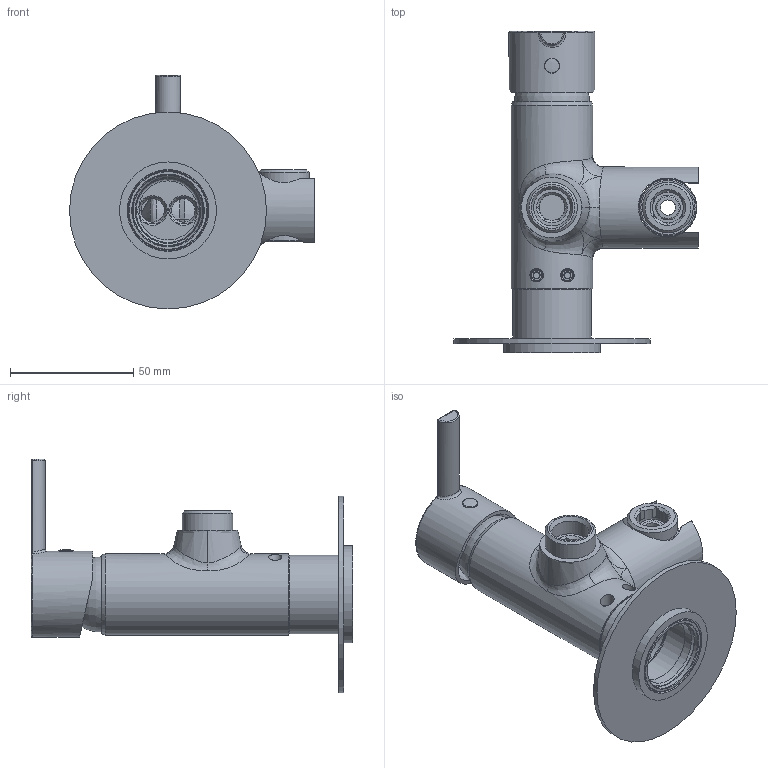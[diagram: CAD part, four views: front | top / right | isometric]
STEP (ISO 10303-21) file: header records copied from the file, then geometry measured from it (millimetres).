
FILE_DESCRIPTION (( 'STEP AP203' ), '1' );
FILE_NAME ('99FP02575.STEP', '2021-04-12T06:45:12', ( '' ), ( '' ), 'SwSTEP 2.0', 'SolidWorks 2018', '' );
FILE_SCHEMA (( 'CONFIG_CONTROL_DESIGN' ));
Products named in the file (1): 99FP02575
Bounding box: 99.5 x 130.6 x 95 mm (x, y, z)
Volume: 80053.7 mm3; surface area: 65502.5 mm2
Topology: 11 solids, 11 shells, 540 faces, 1387 edges, 899 vertices
Faces by surface type: plane 218, cylinder 145, bspline 113, cone 56, torus 7, sphere 1
Full cylindrical faces by diameter (mm): 3.5 x2, 4.2 x3, 5 x4, 5.5 x3, 6 x1, 6.2 x2, 8.1 x1, 9 x1, 9.5 x2, 10 x1, 10.5 x2, 11 x2, 11.5 x1, 12 x1, 12.5 x1, 15 x1, 16 x1, 16.1 x1, 16.5 x1, 17 x1, 18 x2, 18.5 x1, 18.76 x1, 19 x1, 19.5 x1, 20 x1, 20.6 x2, 21.5 x1, 23.5 x1, 25.5 x1
Entity records: 30881 total; most frequent: CARTESIAN_POINT 19812, ORIENTED_EDGE 2436, DIRECTION 1794, EDGE_CURVE 1218, VERTEX_POINT 851, EDGE_LOOP 721, AXIS2_PLACEMENT_3D 702, FACE_OUTER_BOUND 609
